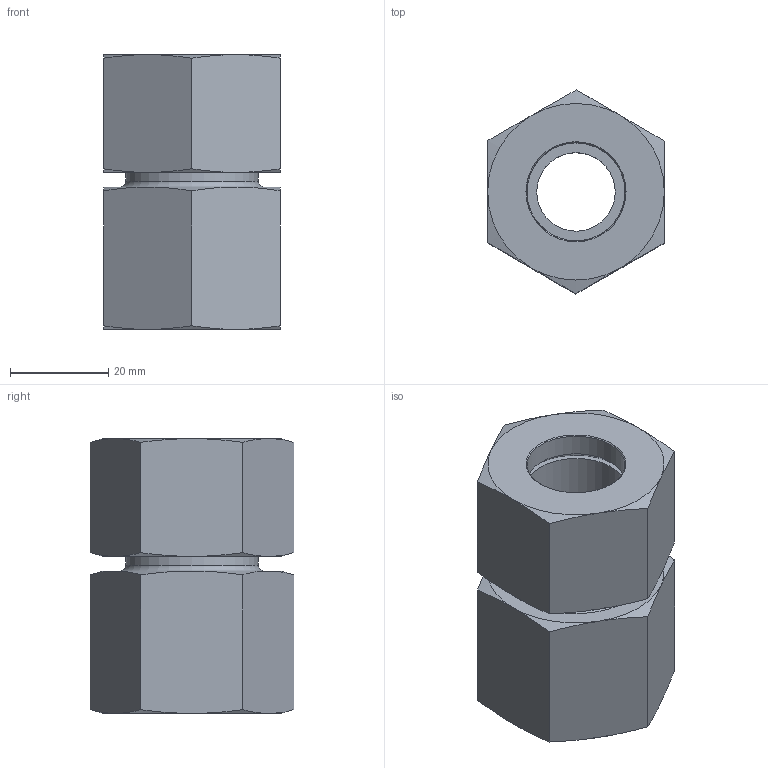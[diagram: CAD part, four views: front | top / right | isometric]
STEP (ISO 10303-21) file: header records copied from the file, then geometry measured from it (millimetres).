
FILE_DESCRIPTION((''),'2;1');
FILE_NAME('7198206830.stp','2014-08-27T16:02:39',(''),('KNOMI spol. s r. o.'),'Autodesk Inventor 2012','Autodesk Inventor 2012','');
FILE_SCHEMA(('AUTOMOTIVE_DESIGN { 1 2 10303 214 0 1 1 1 }'));
Length unit declared in the file: millimetre
Products named in the file (4): PRIR3K 20SR G3/4-M30x2; 7188206830; 3982030; 40820
Assembly tree (3 placements, depth 2):
  PRIR3K 20SR G3/4-M30x2
    7188206830
    3982030
    40820
Bounding box: 36.06 x 41.57 x 56 mm (x, y, z)
Volume: 42520.5 mm3; surface area: 17897.4 mm2
Topology: 3 solids, 3 shells, 70 faces, 150 edges, 89 vertices
Faces by surface type: cone 36, plane 21, cylinder 10, torus 3
Full cylindrical faces by diameter (mm): 16 x1, 20 x3, 22.8 x1, 24.117 x1, 25 x1, 27 x1, 27.835 x1, 30 x1
Entity records: 1815 total; most frequent: CARTESIAN_POINT 369, DIRECTION 278, ORIENTED_EDGE 232, AXIS2_PLACEMENT_3D 133, EDGE_CURVE 116, EDGE_LOOP 104, VERTEX_POINT 80, STYLED_ITEM 73
